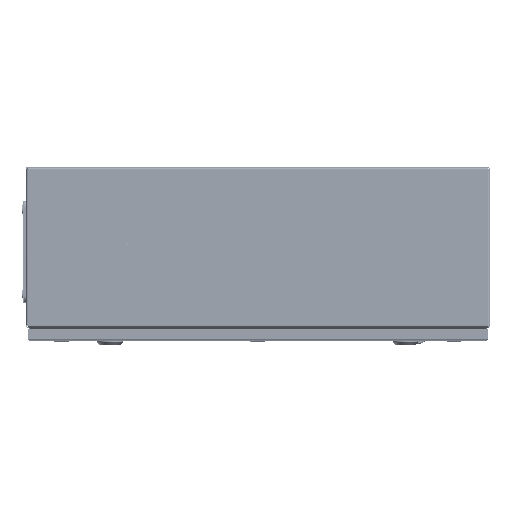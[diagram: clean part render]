
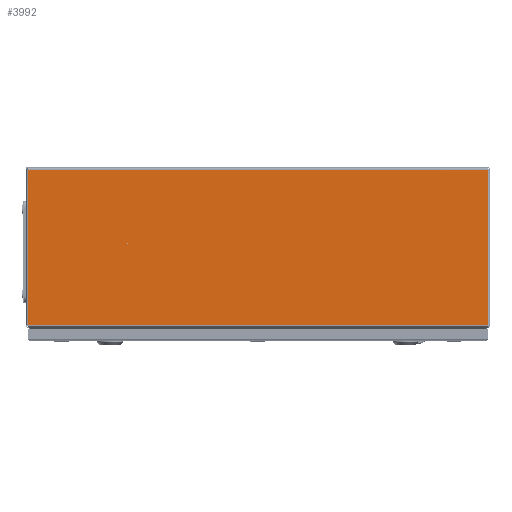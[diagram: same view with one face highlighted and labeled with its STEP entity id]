
A CAD part, top view. The second image highlights one B-rep face of the part: STEP entity #3992.
In plain terms, the highlighted face is planar.
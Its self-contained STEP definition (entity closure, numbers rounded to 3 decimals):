
#2629 = EDGE_CURVE ( 'NONE', #9372, #68925, #59769, .T. ) ;
#3992 = ADVANCED_FACE ( 'NONE', ( #110902, #69690 ), #17857, .T. ) ;
#9372 = VERTEX_POINT ( 'NONE', #44716 ) ;
#12478 = EDGE_CURVE ( 'NONE', #68925, #95680, #155747, .T. ) ;
#17857 = PLANE ( 'NONE',  #125625 ) ;
#24913 = EDGE_CURVE ( 'NONE', #171281, #95680, #162784, .T. ) ;
#26292 = AXIS2_PLACEMENT_3D ( 'NONE', #61291, #80015, #209617 ) ;
#28111 = DIRECTION ( 'NONE',  ( 0., 1., 0. ) ) ;
#32350 = CARTESIAN_POINT ( 'NONE',  ( 2.1, 0., 272.2 ) ) ;
#33018 = DIRECTION ( 'NONE',  ( 0., 0., 1. ) ) ;
#34494 = EDGE_CURVE ( 'NONE', #109067, #148241, #156859, .T. ) ;
#44716 = CARTESIAN_POINT ( 'NONE',  ( 2.1, 0., 272.2 ) ) ;
#46178 = DIRECTION ( 'NONE',  ( 0., 0., -1. ) ) ;
#46878 = VECTOR ( 'NONE', #121075, 1000. ) ;
#52584 = ORIENTED_EDGE ( 'NONE', *, *, #67293, .F. ) ;
#52598 = VECTOR ( 'NONE', #46178, 1000. ) ;
#53014 = ORIENTED_EDGE ( 'NONE', *, *, #2629, .T. ) ;
#57303 = VECTOR ( 'NONE', #157722, 1000. ) ;
#59769 = LINE ( 'NONE', #139798, #57303 ) ;
#61291 = CARTESIAN_POINT ( 'NONE',  ( 90., 0., 154.3 ) ) ;
#67293 = EDGE_CURVE ( 'NONE', #148241, #109067, #188449, .T. ) ;
#68925 = VERTEX_POINT ( 'NONE', #88583 ) ;
#69678 = LINE ( 'NONE', #32350, #87717 ) ;
#69690 = FACE_OUTER_BOUND ( 'NONE', #149209, .T. ) ;
#80015 = DIRECTION ( 'NONE',  ( 0., 1., 0. ) ) ;
#87717 = VECTOR ( 'NONE', #211014, 1000. ) ;
#88583 = CARTESIAN_POINT ( 'NONE',  ( 186.491, 0., 272.2 ) ) ;
#93777 = CARTESIAN_POINT ( 'NONE',  ( 90., 0., 154.3 ) ) ;
#95592 = EDGE_CURVE ( 'NONE', #9372, #171281, #69678, .T. ) ;
#95680 = VERTEX_POINT ( 'NONE', #195811 ) ;
#103784 = CARTESIAN_POINT ( 'NONE',  ( 0., 0., -272.2 ) ) ;
#109067 = VERTEX_POINT ( 'NONE', #138640 ) ;
#110902 = FACE_BOUND ( 'NONE', #190461, .T. ) ;
#113235 = CARTESIAN_POINT ( 'NONE',  ( 186.491, 0., 272.2 ) ) ;
#121075 = DIRECTION ( 'NONE',  ( 1., 0., 0. ) ) ;
#125625 = AXIS2_PLACEMENT_3D ( 'NONE', #213094, #166201, #33018 ) ;
#125896 = ORIENTED_EDGE ( 'NONE', *, *, #34494, .F. ) ;
#134123 = ORIENTED_EDGE ( 'NONE', *, *, #24913, .F. ) ;
#138640 = CARTESIAN_POINT ( 'NONE',  ( 90., 0., 153.578 ) ) ;
#139798 = CARTESIAN_POINT ( 'NONE',  ( 0., 0., 272.2 ) ) ;
#148241 = VERTEX_POINT ( 'NONE', #201393 ) ;
#149209 = EDGE_LOOP ( 'NONE', ( #134123, #200579, #53014, #195242 ) ) ;
#155747 = LINE ( 'NONE', #113235, #52598 ) ;
#156859 = CIRCLE ( 'NONE', #26292, 0.722 ) ;
#157722 = DIRECTION ( 'NONE',  ( 1., 0., 0. ) ) ;
#162784 = LINE ( 'NONE', #103784, #46878 ) ;
#166201 = DIRECTION ( 'NONE',  ( 0., 1., 0. ) ) ;
#171281 = VERTEX_POINT ( 'NONE', #186657 ) ;
#174234 = AXIS2_PLACEMENT_3D ( 'NONE', #93777, #28111, #208876 ) ;
#186657 = CARTESIAN_POINT ( 'NONE',  ( 2.1, 0., -272.2 ) ) ;
#188449 = CIRCLE ( 'NONE', #174234, 0.722 ) ;
#190461 = EDGE_LOOP ( 'NONE', ( #125896, #52584 ) ) ;
#195242 = ORIENTED_EDGE ( 'NONE', *, *, #12478, .T. ) ;
#195811 = CARTESIAN_POINT ( 'NONE',  ( 186.491, 0., -272.2 ) ) ;
#200579 = ORIENTED_EDGE ( 'NONE', *, *, #95592, .F. ) ;
#201393 = CARTESIAN_POINT ( 'NONE',  ( 90., 0., 155.022 ) ) ;
#208876 = DIRECTION ( 'NONE',  ( 0., 0., 1. ) ) ;
#209617 = DIRECTION ( 'NONE',  ( 0., 0., 1. ) ) ;
#211014 = DIRECTION ( 'NONE',  ( 0., 0., -1. ) ) ;
#213094 = CARTESIAN_POINT ( 'NONE',  ( 0., 0., 272.2 ) ) ;
